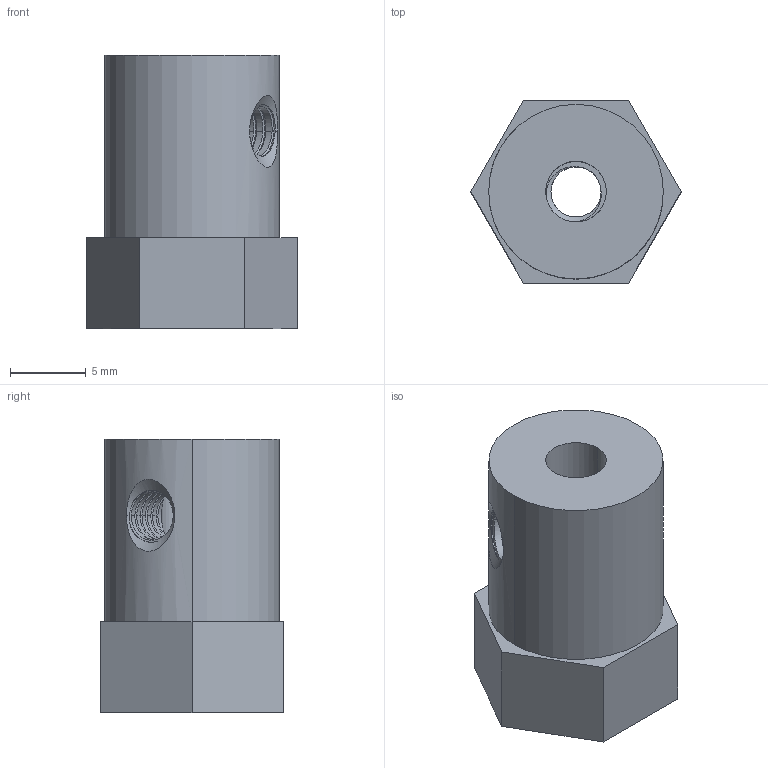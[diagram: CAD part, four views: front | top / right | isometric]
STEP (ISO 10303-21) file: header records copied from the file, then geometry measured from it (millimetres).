
FILE_DESCRIPTION (( 'STEP AP214' ), '1' );
FILE_NAME ('12mm hex coupler.STEP', '2021-06-03T07:27:18', ( '' ), ( '' ), 'SwSTEP 2.0', 'SolidWorks 2016', '' );
FILE_SCHEMA (( 'AUTOMOTIVE_DESIGN' ));
Length unit declared in the file: millimetre
Products named in the file (1): 12mm hex coupler
Bounding box: 13.86 x 12 x 18 mm (x, y, z)
Volume: 1711.2 mm3; surface area: 1235 mm2
Topology: 1 solids, 1 shells, 96 faces, 280 edges, 185 vertices
Faces by surface type: cylinder 54, bspline 27, plane 11, cone 4
Entity records: 18567 total; most frequent: CARTESIAN_POINT 16561, ORIENTED_EDGE 560, EDGE_CURVE 280, DIRECTION 247, VERTEX_POINT 185, EDGE_LOOP 101, FACE_OUTER_BOUND 96, ADVANCED_FACE 96
